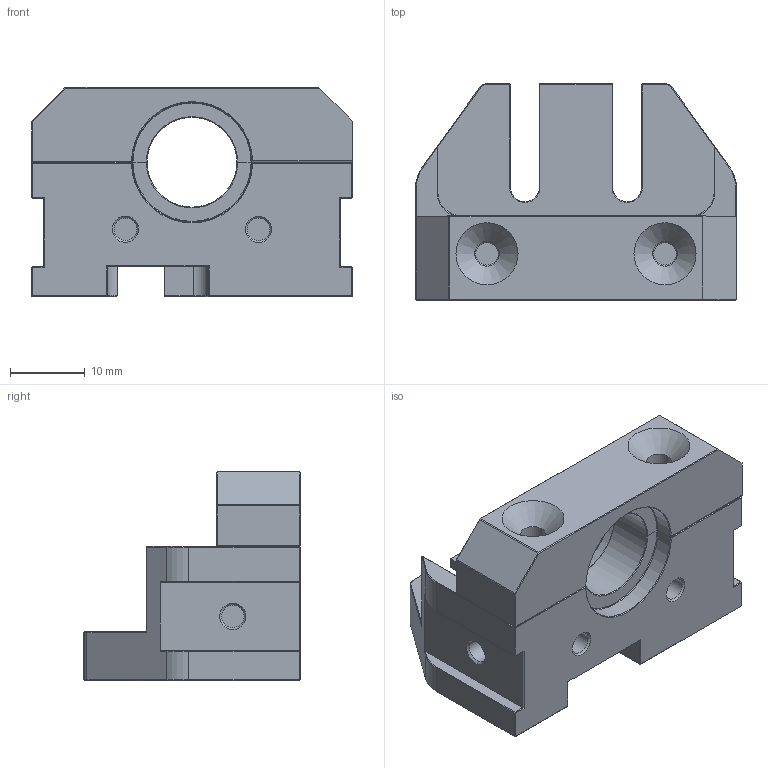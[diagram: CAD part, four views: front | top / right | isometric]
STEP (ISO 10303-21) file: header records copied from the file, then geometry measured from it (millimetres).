
FILE_DESCRIPTION(/* description */ (''),/* implementation_level */ '2;1');
FILE_NAME(/* name */ 'Aluminium adapter Ender to E3D.step',/* time_stamp */ '2024-10-23T15:43:01+02:00',/* author */ (''),/* organization */ (''),/* preprocessor_version */ 'ST-DEVELOPER v20',/* originating_system */ 'Autodesk Translation Framework v13.20.0.188',/* authorisation */ '');
FILE_SCHEMA (('AUTOMOTIVE_DESIGN { 1 0 10303 214 3 1 1 }'));
Length unit declared in the file: millimetre
Products named in the file (1): Aluminium adapter
Bounding box: 42.9 x 28.9 x 27.95 mm (x, y, z)
Volume: 12953.8 mm3; surface area: 7362 mm2
Topology: 2 solids, 2 shells, 255 faces, 609 edges, 364 vertices
Faces by surface type: plane 175, cone 48, cylinder 32
Full cylindrical faces by diameter (mm): 3 x6, 3.3 x2
Entity records: 7221 total; most frequent: CARTESIAN_POINT 1257, DIRECTION 1224, ORIENTED_EDGE 1218, EDGE_CURVE 609, LINE 486, VECTOR 486, AXIS2_PLACEMENT_3D 369, VERTEX_POINT 364
